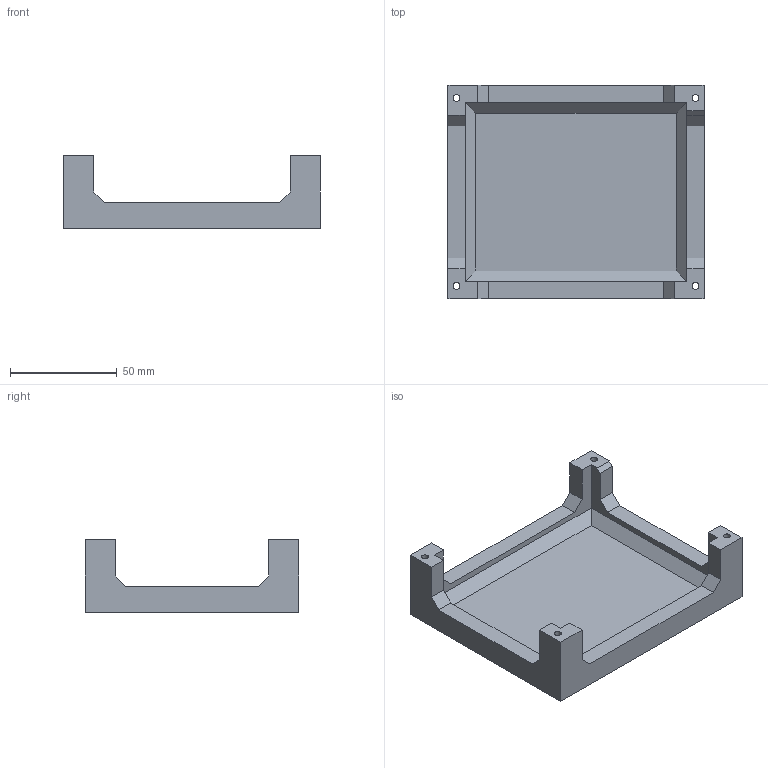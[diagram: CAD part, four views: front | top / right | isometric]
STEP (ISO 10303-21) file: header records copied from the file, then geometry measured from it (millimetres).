
FILE_DESCRIPTION(/* description */ (''),/* implementation_level */ '2;1');
FILE_NAME(/* name */ 'ControllerCover.step',/* time_stamp */ '2019-08-30T15:45:26-04:00',/* author */ (''),/* organization */ (''),/* preprocessor_version */ 'ST-DEVELOPER v18',/* originating_system */ 'Autodesk Translation Framework v8.6.0.1094',/* authorisation */ '');
FILE_SCHEMA (('AUTOMOTIVE_DESIGN { 1 0 10303 214 3 1 1 }'));
Length unit declared in the file: millimetre
Products named in the file (1): ControllerCover
Bounding box: 120 x 100 x 34 mm (x, y, z)
Volume: 90469.9 mm3; surface area: 38788.5 mm2
Topology: 1 solids, 1 shells, 826 faces, 2302 edges, 1528 vertices
Faces by surface type: plane 449, bspline 369, cylinder 8
Full cylindrical faces by diameter (mm): 3.2 x4, 6.1 x4
Entity records: 30561 total; most frequent: CARTESIAN_POINT 12370, ORIENTED_EDGE 4604, DIRECTION 2528, EDGE_CURVE 2302, VERTEX_POINT 1528, LINE 1516, VECTOR 1516, EDGE_LOOP 884
